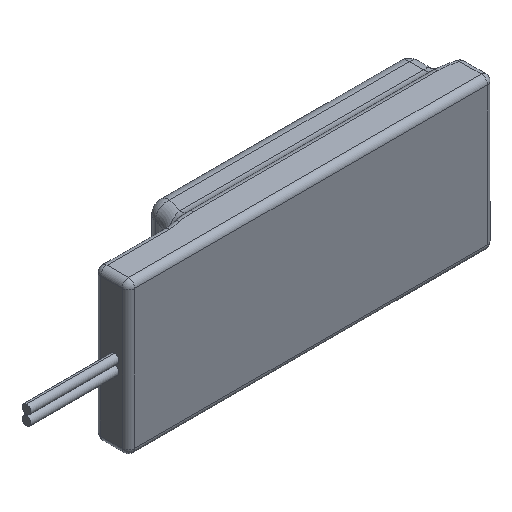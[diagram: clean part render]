
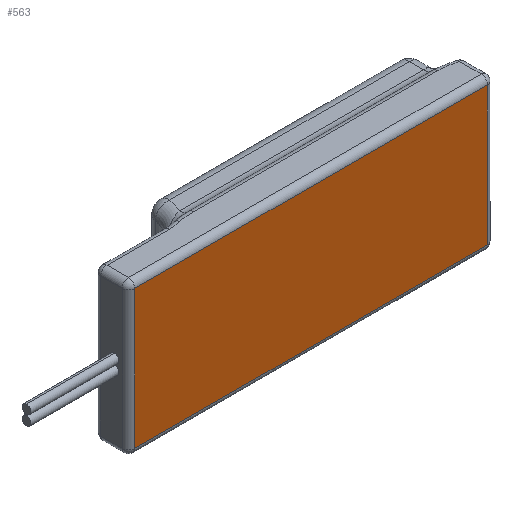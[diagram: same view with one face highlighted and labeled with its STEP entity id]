
A CAD part, isometric view. The second image highlights one B-rep face of the part: STEP entity #563.
In plain terms, the highlighted planar face has unit normal (0, -1, 0).
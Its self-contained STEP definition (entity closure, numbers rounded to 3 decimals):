
#49 = VERTEX_POINT ( 'NONE', #828 ) ;
#211 = ORIENTED_EDGE ( 'NONE', *, *, #1855, .T. ) ;
#282 = ORIENTED_EDGE ( 'NONE', *, *, #1034, .T. ) ;
#366 = CARTESIAN_POINT ( 'NONE',  ( -14., 0., -5.5 ) ) ;
#386 = EDGE_CURVE ( 'NONE', #443, #837, #1558, .T. ) ;
#443 = VERTEX_POINT ( 'NONE', #366 ) ;
#491 = CARTESIAN_POINT ( 'NONE',  ( 0., 0., -5.5 ) ) ;
#563 = ADVANCED_FACE ( 'NONE', ( #2199 ), #1985, .F. ) ;
#568 = VECTOR ( 'NONE', #852, 1000. ) ;
#658 = CARTESIAN_POINT ( 'NONE',  ( -14., 0., 0. ) ) ;
#765 = DIRECTION ( 'NONE',  ( 0., 1., 0. ) ) ;
#774 = AXIS2_PLACEMENT_3D ( 'NONE', #1653, #765, #1993 ) ;
#820 = CARTESIAN_POINT ( 'NONE',  ( 14., 0., -5.5 ) ) ;
#828 = CARTESIAN_POINT ( 'NONE',  ( 14., 0., 5.5 ) ) ;
#837 = VERTEX_POINT ( 'NONE', #820 ) ;
#852 = DIRECTION ( 'NONE',  ( 0., 0., -1. ) ) ;
#1030 = ORIENTED_EDGE ( 'NONE', *, *, #1227, .T. ) ;
#1034 = EDGE_CURVE ( 'NONE', #49, #1180, #1848, .T. ) ;
#1180 = VERTEX_POINT ( 'NONE', #1797 ) ;
#1227 = EDGE_CURVE ( 'NONE', #837, #49, #2030, .T. ) ;
#1279 = CARTESIAN_POINT ( 'NONE',  ( 14., 0., 0. ) ) ;
#1331 = VECTOR ( 'NONE', #1918, 1000. ) ;
#1409 = CARTESIAN_POINT ( 'NONE',  ( 0., 0., 5.5 ) ) ;
#1500 = VECTOR ( 'NONE', #2242, 1000. ) ;
#1528 = EDGE_LOOP ( 'NONE', ( #282, #211, #1643, #1030 ) ) ;
#1558 = LINE ( 'NONE', #491, #1500 ) ;
#1576 = VECTOR ( 'NONE', #2134, 1000. ) ;
#1643 = ORIENTED_EDGE ( 'NONE', *, *, #386, .T. ) ;
#1653 = CARTESIAN_POINT ( 'NONE',  ( 0., 0., 0. ) ) ;
#1797 = CARTESIAN_POINT ( 'NONE',  ( -14., 0., 5.5 ) ) ;
#1848 = LINE ( 'NONE', #1409, #1331 ) ;
#1855 = EDGE_CURVE ( 'NONE', #1180, #443, #1968, .T. ) ;
#1918 = DIRECTION ( 'NONE',  ( -1., 0., 0. ) ) ;
#1968 = LINE ( 'NONE', #658, #568 ) ;
#1985 = PLANE ( 'NONE',  #774 ) ;
#1993 = DIRECTION ( 'NONE',  ( 0., 0., 1. ) ) ;
#2030 = LINE ( 'NONE', #1279, #1576 ) ;
#2134 = DIRECTION ( 'NONE',  ( 0., 0., 1. ) ) ;
#2199 = FACE_OUTER_BOUND ( 'NONE', #1528, .T. ) ;
#2242 = DIRECTION ( 'NONE',  ( 1., 0., 0. ) ) ;
